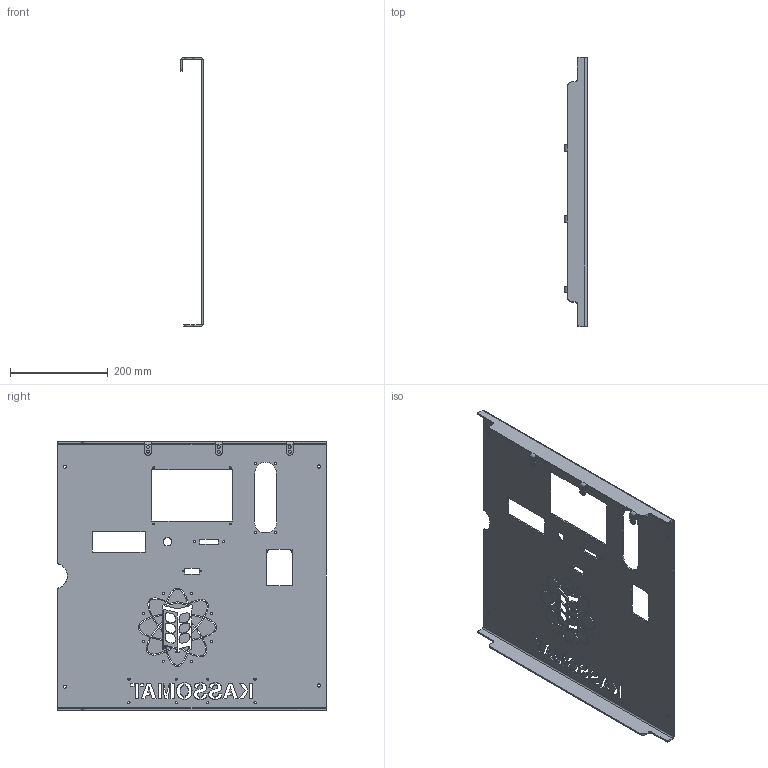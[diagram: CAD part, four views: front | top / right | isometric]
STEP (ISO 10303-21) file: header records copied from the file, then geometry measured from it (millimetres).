
FILE_DESCRIPTION(('CATIA V5 STEP Exchange'),'2;1');
FILE_NAME('Frontplatte_Kassomat_final.stp','2016-10-30T21:14:20+00:00',('none'),('none'),'Version 5-6 Release 2012','CATIA V5 STEP AP203','none');
FILE_SCHEMA(('CONFIG_CONTROL_DESIGN'));
Length unit declared in the file: millimetre
Products named in the file (1): Frontplatte_Kassomat
Bounding box: 46 x 550 x 550 mm (x, y, z)
Volume: 885132.2 mm3; surface area: 616955.2 mm2
Topology: 1 solids, 1 shells, 671 faces, 1963 edges, 1294 vertices
Faces by surface type: plane 301, extrusion 196, cylinder 174
Entity records: 25504 total; most frequent: CARTESIAN_POINT 8745, ORIENTED_EDGE 3926, DIRECTION 2402, EDGE_CURVE 1963, VERTEX_POINT 1294, VECTOR 1291, LINE 1095, B_SPLINE_CURVE_WITH_KNOTS 865
